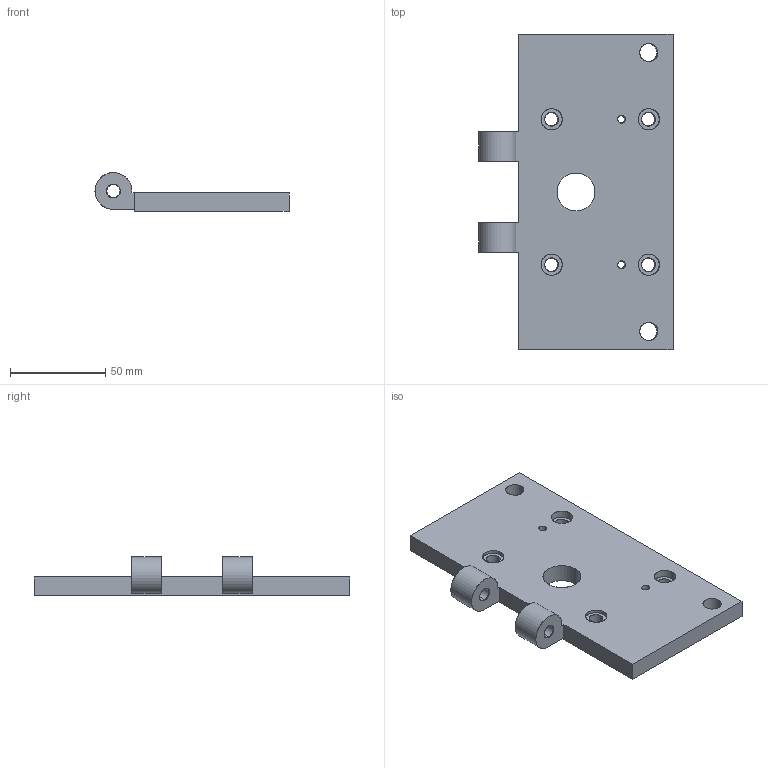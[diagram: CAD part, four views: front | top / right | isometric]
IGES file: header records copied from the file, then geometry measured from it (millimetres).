
Start section: SolidWorks IGES file using analytic representation for surfaces
Global section: file name: D1001621-v3_AdLIGO_AOS_ARM Cavity Baffle Upper Mounting Hinge.IGS; native system: SolidWorks 2010; preprocessor: SolidWorks 2010; author: mruiz; date: 111007.102834; units: inch
Bounding box: 101.6 x 165.1 x 20.32 mm (x, y, z)
Surface area: 35917.9 mm2 (no closed solid volume)
Topology: 0 solids, 0 shells, 58 faces, 1528 edges, 1528 vertices
Faces by surface type: revolution 40, bspline 18
